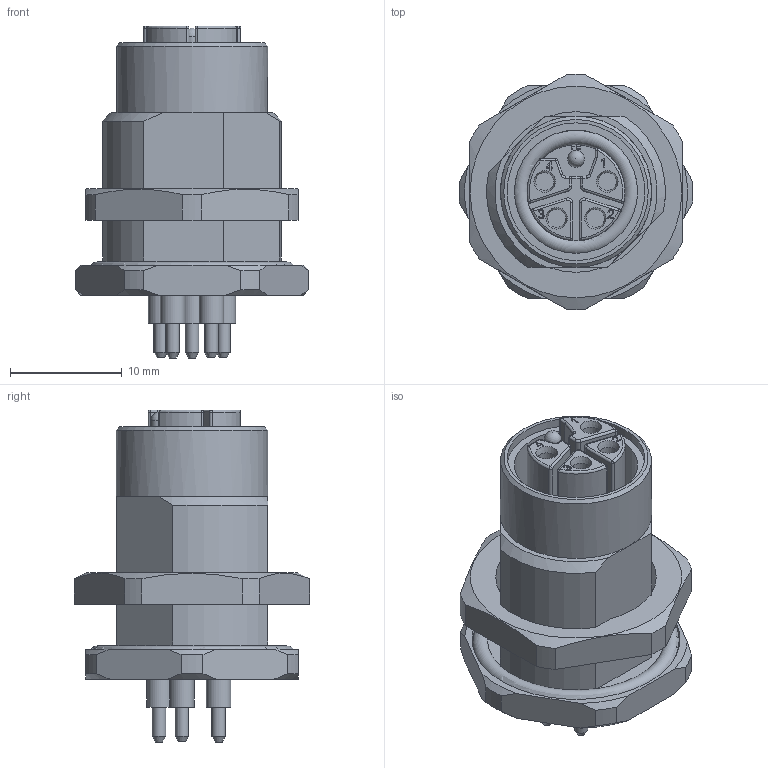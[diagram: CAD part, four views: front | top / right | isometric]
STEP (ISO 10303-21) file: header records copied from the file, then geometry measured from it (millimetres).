
FILE_DESCRIPTION(/* description */ (''),/* implementation_level */ '2;1');
FILE_NAME(/* name */ 'PL-FHM12KU5-P_M16.stp',/* time_stamp */ '2019-06-05T13:20:40+02:00',/* author */ (''),/* organization */ (''),/* preprocessor_version */ 'ST-DEVELOPER v16',/* originating_system */ 'SIEMENS PLM Software NX 10.0',/* authorisation */ '');
FILE_SCHEMA (('AUTOMOTIVE_DESIGN { 1 0 10303 214 3 1 1 1 }'));
Length unit declared in the file: millimetre
Products named in the file (1): 5002976__Mutter_part_239039
Bounding box: 20.89 x 20.99 x 29.65 mm (x, y, z)
Volume: 4257 mm3; surface area: 2943.2 mm2
Topology: 1 solids, 4 shells, 267 faces, 695 edges, 439 vertices
Faces by surface type: plane 113, cylinder 72, cone 30, extrusion 25, torus 15, sphere 12
Full cylindrical faces by diameter (mm): 1.2 x5, 1.5 x1, 1.6 x4, 2.2 x5, 11 x2, 12.3 x1, 13.5 x1
Entity records: 8188 total; most frequent: CARTESIAN_POINT 2099, ORIENTED_EDGE 1252, DIRECTION 1180, EDGE_CURVE 626, AXIS2_PLACEMENT_3D 453, VERTEX_POINT 419, EDGE_LOOP 333, VECTOR 274
